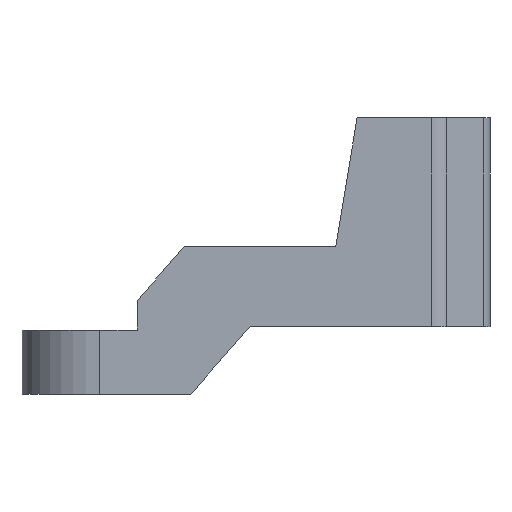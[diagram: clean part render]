
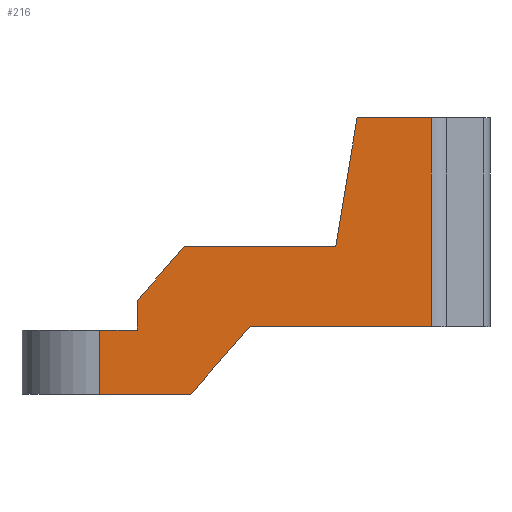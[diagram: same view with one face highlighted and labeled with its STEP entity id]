
A CAD part, front view. The second image highlights one B-rep face of the part: STEP entity #216.
In plain terms, the highlighted planar face has unit normal (0, -1, 0).
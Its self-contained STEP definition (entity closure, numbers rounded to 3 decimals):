
#22 = VERTEX_POINT('',#23);
#23 = CARTESIAN_POINT('',(-24.933,-10.9,5.5));
#123 = VERTEX_POINT('',#124);
#124 = CARTESIAN_POINT('',(0.507,-10.9,5.5));
#131 = EDGE_CURVE('',#123,#22,#132,.T.);
#132 = LINE('',#133,#134);
#133 = CARTESIAN_POINT('',(-26.937,-10.9,5.5));
#134 = VECTOR('',#135,1.);
#135 = DIRECTION('',(-1.,0.,0.));
#189 = EDGE_CURVE('',#190,#22,#192,.T.);
#190 = VERTEX_POINT('',#191);
#191 = CARTESIAN_POINT('',(-33.25,-10.9,-4.));
#192 = LINE('',#193,#194);
#193 = CARTESIAN_POINT('',(-33.25,-10.9,-4.));
#194 = VECTOR('',#195,1.);
#195 = DIRECTION('',(0.659,0.,0.752));
#216 = ADVANCED_FACE('',(#217),#291,.T.);
#217 = FACE_BOUND('',#218,.T.);
#218 = EDGE_LOOP('',(#219,#220,#228,#236,#244,#252,#260,#268,#276,#284,
    #290));
#219 = ORIENTED_EDGE('',*,*,#131,.F.);
#220 = ORIENTED_EDGE('',*,*,#221,.F.);
#221 = EDGE_CURVE('',#222,#123,#224,.T.);
#222 = VERTEX_POINT('',#223);
#223 = CARTESIAN_POINT('',(0.507,-10.9,34.8));
#224 = LINE('',#225,#226);
#225 = CARTESIAN_POINT('',(0.507,-10.9,9.));
#226 = VECTOR('',#227,1.);
#227 = DIRECTION('',(-0.,-0.,-1.));
#228 = ORIENTED_EDGE('',*,*,#229,.T.);
#229 = EDGE_CURVE('',#222,#230,#232,.T.);
#230 = VERTEX_POINT('',#231);
#231 = CARTESIAN_POINT('',(-9.91,-10.9,34.8));
#232 = LINE('',#233,#234);
#233 = CARTESIAN_POINT('',(-10.703,-10.9,34.8));
#234 = VECTOR('',#235,1.);
#235 = DIRECTION('',(-1.,0.,0.));
#236 = ORIENTED_EDGE('',*,*,#237,.F.);
#237 = EDGE_CURVE('',#238,#230,#240,.T.);
#238 = VERTEX_POINT('',#239);
#239 = CARTESIAN_POINT('',(-12.91,-10.9,16.7));
#240 = LINE('',#241,#242);
#241 = CARTESIAN_POINT('',(-12.91,-10.9,16.7));
#242 = VECTOR('',#243,1.);
#243 = DIRECTION('',(0.164,0.,0.987));
#244 = ORIENTED_EDGE('',*,*,#245,.F.);
#245 = EDGE_CURVE('',#246,#238,#248,.T.);
#246 = VERTEX_POINT('',#247);
#247 = CARTESIAN_POINT('',(-34.181,-10.9,16.7));
#248 = LINE('',#249,#250);
#249 = CARTESIAN_POINT('',(-10.778,-10.9,16.7));
#250 = VECTOR('',#251,1.);
#251 = DIRECTION('',(1.,0.,0.));
#252 = ORIENTED_EDGE('',*,*,#253,.F.);
#253 = EDGE_CURVE('',#254,#246,#256,.T.);
#254 = VERTEX_POINT('',#255);
#255 = CARTESIAN_POINT('',(-40.747,-10.9,9.2));
#256 = LINE('',#257,#258);
#257 = CARTESIAN_POINT('',(-40.747,-10.9,9.2));
#258 = VECTOR('',#259,1.);
#259 = DIRECTION('',(0.659,0.,0.752));
#260 = ORIENTED_EDGE('',*,*,#261,.T.);
#261 = EDGE_CURVE('',#254,#262,#264,.T.);
#262 = VERTEX_POINT('',#263);
#263 = CARTESIAN_POINT('',(-40.747,-10.9,5.));
#264 = LINE('',#265,#266);
#265 = CARTESIAN_POINT('',(-40.747,-10.9,23.4));
#266 = VECTOR('',#267,1.);
#267 = DIRECTION('',(-0.,-0.,-1.));
#268 = ORIENTED_EDGE('',*,*,#269,.T.);
#269 = EDGE_CURVE('',#262,#270,#272,.T.);
#270 = VERTEX_POINT('',#271);
#271 = CARTESIAN_POINT('',(-46.05,-10.9,5.));
#272 = LINE('',#273,#274);
#273 = CARTESIAN_POINT('',(-41.92,-10.9,5.));
#274 = VECTOR('',#275,1.);
#275 = DIRECTION('',(-1.,0.,0.));
#276 = ORIENTED_EDGE('',*,*,#277,.T.);
#277 = EDGE_CURVE('',#270,#278,#280,.T.);
#278 = VERTEX_POINT('',#279);
#279 = CARTESIAN_POINT('',(-46.05,-10.9,-4.));
#280 = LINE('',#281,#282);
#281 = CARTESIAN_POINT('',(-46.05,-10.9,0.));
#282 = VECTOR('',#283,1.);
#283 = DIRECTION('',(0.,0.,-1.));
#284 = ORIENTED_EDGE('',*,*,#285,.F.);
#285 = EDGE_CURVE('',#190,#278,#286,.T.);
#286 = LINE('',#287,#288);
#287 = CARTESIAN_POINT('',(-33.793,-10.9,-4.));
#288 = VECTOR('',#289,1.);
#289 = DIRECTION('',(-1.,0.,0.));
#290 = ORIENTED_EDGE('',*,*,#189,.T.);
#291 = PLANE('',#292);
#292 = AXIS2_PLACEMENT_3D('',#293,#294,#295);
#293 = CARTESIAN_POINT('',(-19.657,-10.9,13.037));
#294 = DIRECTION('',(-0.,-1.,-0.));
#295 = DIRECTION('',(0.,0.,-1.));
